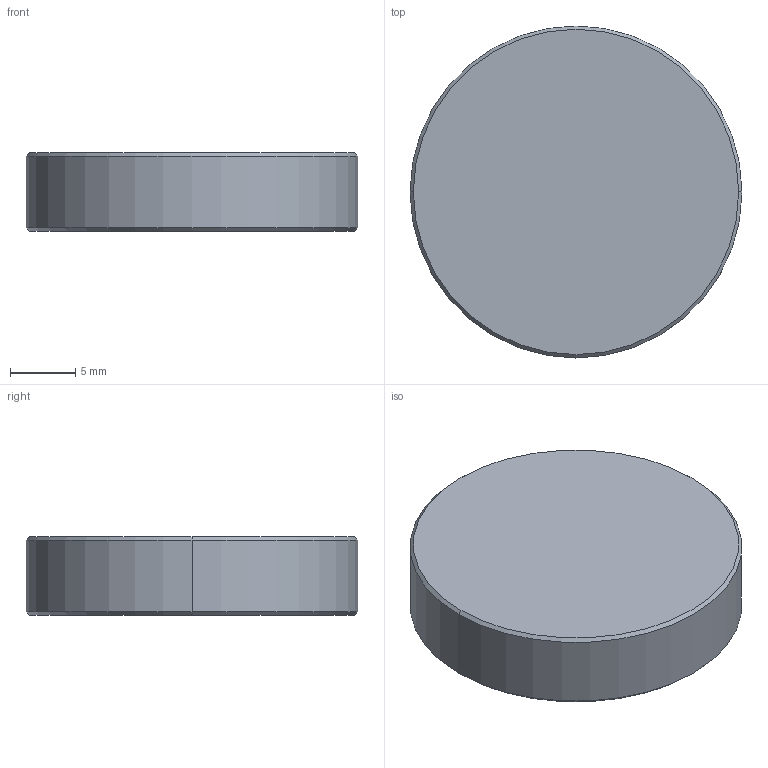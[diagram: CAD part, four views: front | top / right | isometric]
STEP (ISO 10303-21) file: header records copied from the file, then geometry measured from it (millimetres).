
FILE_DESCRIPTION (( 'STEP AP203' ), '1' );
FILE_NAME ('TTN050491-E0W.STEP', '2016-05-19T18:19:52', ( 'admin' ), ( '' ), 'SwSTEP 2.0', 'SolidWorks 2016', '' );
FILE_SCHEMA (( 'CONFIG_CONTROL_DESIGN' ));
Length unit declared in the file: millimetre
Products named in the file (1): TTN050491-E0W
Bounding box: 25.4 x 25.4 x 6 mm (x, y, z)
Volume: 3035.3 mm3; surface area: 1468.7 mm2
Topology: 1 solids, 1 shells, 31 faces, 185 edges, 179 vertices
Faces by surface type: plane 25, cone 4, cylinder 2
Entity records: 2930 total; most frequent: CARTESIAN_POINT 1420, ORIENTED_EDGE 370, DIRECTION 190, EDGE_CURVE 185, VERTEX_POINT 179, VECTOR 110, LINE 110, B_SPLINE_CURVE_WITH_KNOTS 67
